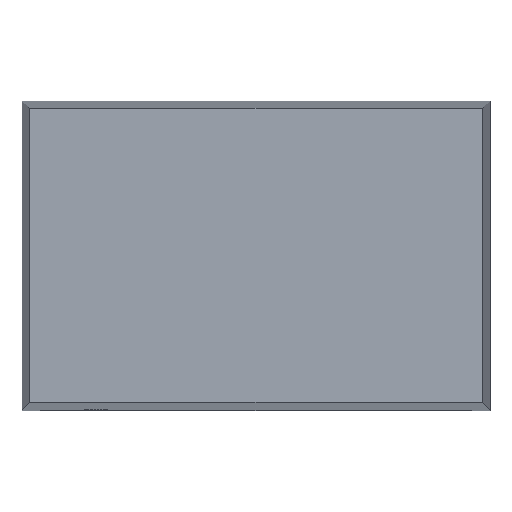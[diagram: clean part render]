
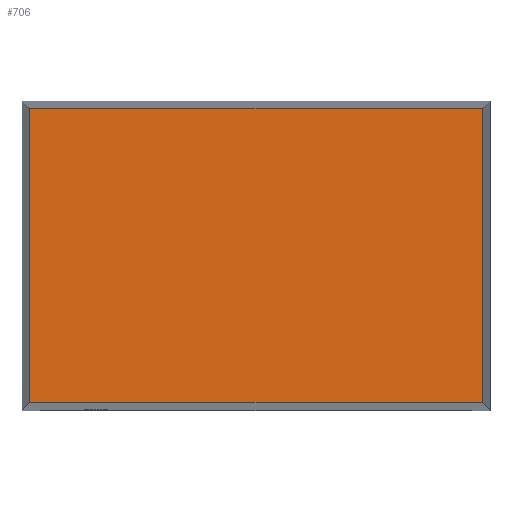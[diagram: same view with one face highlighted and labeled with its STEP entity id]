
A CAD part, top view. The second image highlights one B-rep face of the part: STEP entity #706.
In plain terms, the highlighted planar face has unit normal (0, 0, 1).
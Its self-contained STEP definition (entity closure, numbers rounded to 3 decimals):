
#78=FACE_OUTER_BOUND('',#125,.T.);
#125=EDGE_LOOP('',(#605,#606,#607,#608));
#196=LINE('',#1100,#280);
#201=LINE('',#1110,#285);
#206=LINE('',#1120,#290);
#212=LINE('',#1130,#296);
#280=VECTOR('',#905,12.);
#285=VECTOR('',#912,7.8);
#290=VECTOR('',#919,12.);
#296=VECTOR('',#927,7.8);
#346=VERTEX_POINT('',#1097);
#347=VERTEX_POINT('',#1099);
#351=VERTEX_POINT('',#1109);
#355=VERTEX_POINT('',#1119);
#426=EDGE_CURVE('',#346,#347,#196,.T.);
#431=EDGE_CURVE('',#347,#351,#201,.T.);
#436=EDGE_CURVE('',#351,#355,#206,.T.);
#442=EDGE_CURVE('',#355,#346,#212,.T.);
#605=ORIENTED_EDGE('',*,*,#426,.F.);
#606=ORIENTED_EDGE('',*,*,#442,.F.);
#607=ORIENTED_EDGE('',*,*,#436,.F.);
#608=ORIENTED_EDGE('',*,*,#431,.F.);
#662=PLANE('',#761);
#706=ADVANCED_FACE('',(#78),#662,.T.);
#761=AXIS2_PLACEMENT_3D('',#1136,#935,#936);
#905=DIRECTION('',(1.,0.,0.));
#912=DIRECTION('',(0.,-1.,0.));
#919=DIRECTION('',(-1.,0.,0.));
#927=DIRECTION('',(0.,1.,0.));
#935=DIRECTION('center_axis',(0.,0.,1.));
#936=DIRECTION('ref_axis',(1.,0.,0.));
#1097=CARTESIAN_POINT('',(-6.,3.9,11.5));
#1099=CARTESIAN_POINT('',(6.,3.9,11.5));
#1100=CARTESIAN_POINT('',(-2.85,3.9,11.5));
#1109=CARTESIAN_POINT('',(6.,-3.9,11.5));
#1110=CARTESIAN_POINT('',(6.,-2.05,11.5));
#1119=CARTESIAN_POINT('',(-6.,-3.9,11.5));
#1120=CARTESIAN_POINT('',(-3.1,-3.9,11.5));
#1130=CARTESIAN_POINT('',(-6.,2.05,11.5));
#1136=CARTESIAN_POINT('Origin',(0.,0.,11.5));
